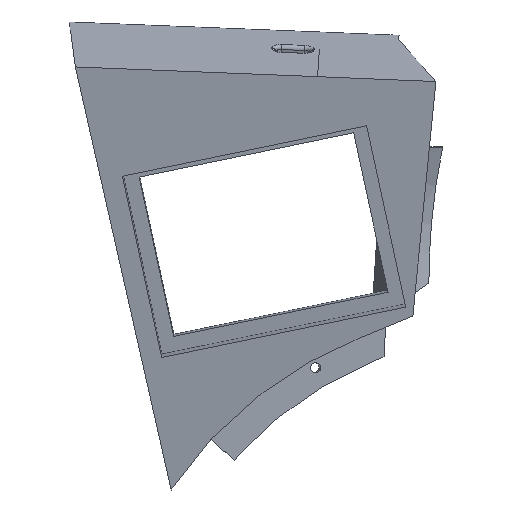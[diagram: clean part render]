
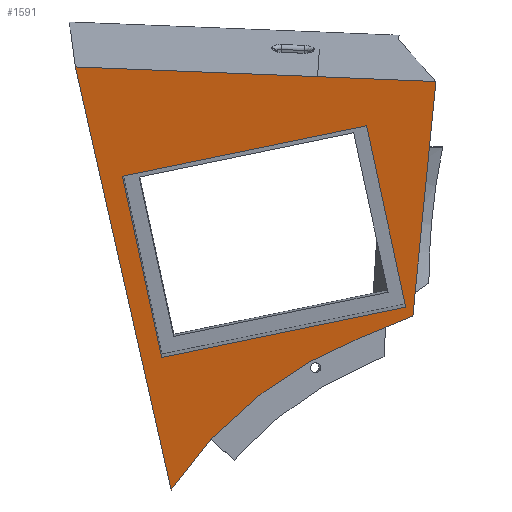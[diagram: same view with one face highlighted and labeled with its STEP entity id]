
A CAD part, top view. The second image highlights one B-rep face of the part: STEP entity #1591.
In plain terms, the highlighted planar face has unit normal (-0.017, -0.181, 0.983).
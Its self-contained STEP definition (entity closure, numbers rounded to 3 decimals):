
#60=FACE_BOUND('',#304,.T.);
#75=ELLIPSE('',#1729,107.989,107.691);
#200=FACE_OUTER_BOUND('',#303,.T.);
#303=EDGE_LOOP('',(#1331,#1332,#1333,#1334,#1335,#1336));
#304=EDGE_LOOP('',(#1337,#1338,#1339,#1340));
#425=LINE('',#2422,#581);
#428=LINE('',#2427,#584);
#430=LINE('',#2431,#586);
#432=LINE('',#2434,#588);
#434=LINE('',#2445,#590);
#436=LINE('',#2449,#592);
#442=LINE('',#2469,#598);
#455=LINE('',#2613,#611);
#456=LINE('',#2614,#612);
#581=VECTOR('',#1991,10.);
#584=VECTOR('',#1996,10.);
#586=VECTOR('',#2000,10.);
#588=VECTOR('',#2004,10.);
#590=VECTOR('',#2008,10.);
#592=VECTOR('',#2012,10.);
#598=VECTOR('',#2028,10.);
#611=VECTOR('',#2087,10.);
#612=VECTOR('',#2088,10.);
#729=VERTEX_POINT('',#2420);
#730=VERTEX_POINT('',#2421);
#731=VERTEX_POINT('',#2426);
#732=VERTEX_POINT('',#2430);
#734=VERTEX_POINT('',#2438);
#735=VERTEX_POINT('',#2444);
#736=VERTEX_POINT('',#2448);
#745=VERTEX_POINT('',#2468);
#752=VERTEX_POINT('',#2610);
#753=VERTEX_POINT('',#2612);
#914=EDGE_CURVE('',#729,#730,#425,.F.);
#917=EDGE_CURVE('',#731,#729,#428,.F.);
#919=EDGE_CURVE('',#732,#731,#430,.F.);
#921=EDGE_CURVE('',#730,#732,#432,.F.);
#924=EDGE_CURVE('',#734,#735,#434,.T.);
#926=EDGE_CURVE('',#736,#735,#436,.T.);
#936=EDGE_CURVE('',#745,#736,#442,.T.);
#958=EDGE_CURVE('',#734,#752,#75,.T.);
#959=EDGE_CURVE('',#753,#752,#455,.T.);
#960=EDGE_CURVE('',#745,#753,#456,.T.);
#1331=ORIENTED_EDGE('',*,*,#936,.T.);
#1332=ORIENTED_EDGE('',*,*,#926,.T.);
#1333=ORIENTED_EDGE('',*,*,#924,.F.);
#1334=ORIENTED_EDGE('',*,*,#958,.T.);
#1335=ORIENTED_EDGE('',*,*,#959,.F.);
#1336=ORIENTED_EDGE('',*,*,#960,.F.);
#1337=ORIENTED_EDGE('',*,*,#917,.T.);
#1338=ORIENTED_EDGE('',*,*,#914,.T.);
#1339=ORIENTED_EDGE('',*,*,#921,.T.);
#1340=ORIENTED_EDGE('',*,*,#919,.T.);
#1512=PLANE('',#1728);
#1591=ADVANCED_FACE('',(#200,#60),#1512,.T.);
#1728=AXIS2_PLACEMENT_3D('',#2609,#2083,#2084);
#1729=AXIS2_PLACEMENT_3D('',#2611,#2085,#2086);
#1991=DIRECTION('',(0.978,0.202,0.054));
#1996=DIRECTION('',(-0.208,0.962,0.174));
#2000=DIRECTION('',(-0.978,-0.202,-0.054));
#2004=DIRECTION('',(0.208,-0.962,-0.174));
#2008=DIRECTION('',(-0.218,0.961,0.173));
#2012=DIRECTION('',(-0.999,0.04,-0.01));
#2028=DIRECTION('',(-0.999,0.041,-0.009));
#2083=DIRECTION('center_axis',(-0.017,-0.181,0.983));
#2084=DIRECTION('ref_axis',(-0.039,-0.983,-0.182));
#2085=DIRECTION('center_axis',(0.017,0.181,-0.983));
#2086=DIRECTION('ref_axis',(0.041,0.982,0.182));
#2087=DIRECTION('',(-0.922,-0.378,-0.085));
#2088=DIRECTION('',(-0.096,-0.979,-0.182));
#2420=CARTESIAN_POINT('',(-59.814,33.711,27.63));
#2421=CARTESIAN_POINT('',(-123.965,20.465,24.095));
#2422=CARTESIAN_POINT('',(-94.425,26.564,25.723));
#2426=CARTESIAN_POINT('',(-70.125,81.354,36.237));
#2427=CARTESIAN_POINT('',(-64.388,54.847,31.448));
#2430=CARTESIAN_POINT('',(-134.277,68.108,32.702));
#2431=CARTESIAN_POINT('',(-104.737,74.207,34.33));
#2434=CARTESIAN_POINT('',(-128.54,41.601,27.913));
#2438=CARTESIAN_POINT('',(-121.481,-14.318,17.725));
#2444=CARTESIAN_POINT('',(-146.666,96.81,37.782));
#2445=CARTESIAN_POINT('',(-132.539,34.475,26.532));
#2448=CARTESIAN_POINT('',(-82.999,94.265,38.397));
#2449=CARTESIAN_POINT('',(-85.578,94.368,38.373));
#2468=CARTESIAN_POINT('',(-51.903,92.977,38.69));
#2469=CARTESIAN_POINT('',(-97.355,94.86,38.263));
#2609=CARTESIAN_POINT('Origin',(-99.341,44.824,29.005));
#2610=CARTESIAN_POINT('',(-71.57,25.765,25.964));
#2611=CARTESIAN_POINT('Origin',(-31.519,-72.928,8.454));
#2612=CARTESIAN_POINT('',(-57.965,31.352,27.226));
#2613=CARTESIAN_POINT('',(-87.983,19.051,24.447));
#2614=CARTESIAN_POINT('',(-57.349,37.614,28.391));
